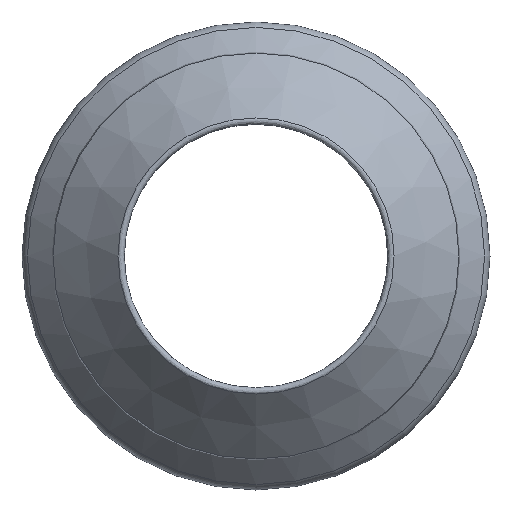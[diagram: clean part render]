
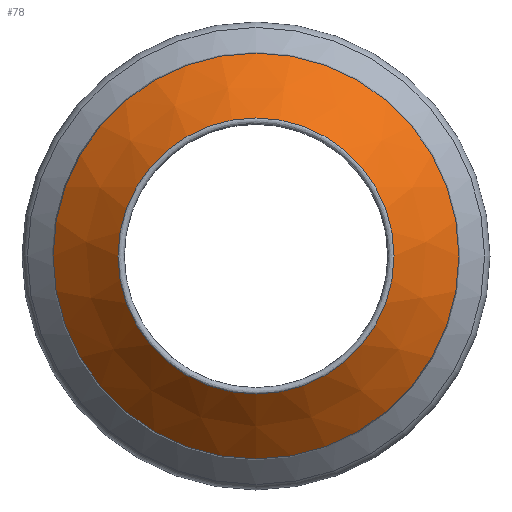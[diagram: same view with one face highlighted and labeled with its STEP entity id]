
A CAD part, left-side view. The second image highlights one B-rep face of the part: STEP entity #78.
In plain terms, the highlighted conical face has half-angle 45 degrees and reference radius 21.678 mm.
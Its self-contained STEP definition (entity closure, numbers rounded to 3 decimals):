
#51=CONICAL_SURFACE('',#290,21.678,45.);
#78=ADVANCED_FACE('',(#129,#130),#51,.T.);
#129=FACE_BOUND('',#165,.T.);
#130=FACE_BOUND('',#166,.T.);
#165=EDGE_LOOP('',(#201));
#166=EDGE_LOOP('',(#202));
#201=ORIENTED_EDGE('',*,*,#234,.T.);
#202=ORIENTED_EDGE('',*,*,#238,.F.);
#216=VERTEX_POINT('',#435);
#220=VERTEX_POINT('',#451);
#234=EDGE_CURVE('',#216,#216,#252,.T.);
#238=EDGE_CURVE('',#220,#220,#258,.T.);
#252=CIRCLE('',#283,14.747);
#258=CIRCLE('',#289,21.678);
#283=AXIS2_PLACEMENT_3D('',#434,#341,#342);
#289=AXIS2_PLACEMENT_3D('',#450,#359,#360);
#290=AXIS2_PLACEMENT_3D('',#454,#363,#364);
#341=DIRECTION('',(1.,0.,0.));
#342=DIRECTION('',(0.,0.,-1.));
#359=DIRECTION('',(1.,0.,0.));
#360=DIRECTION('',(0.,0.,-1.));
#363=DIRECTION('',(1.,0.,0.));
#364=DIRECTION('',(0.,0.,-1.));
#434=CARTESIAN_POINT('',(0.897,0.,0.));
#435=CARTESIAN_POINT('',(0.897,0.,-14.747));
#450=CARTESIAN_POINT('',(7.828,0.,0.));
#451=CARTESIAN_POINT('',(7.828,0.,-21.678));
#454=CARTESIAN_POINT('',(7.828,0.,0.));
